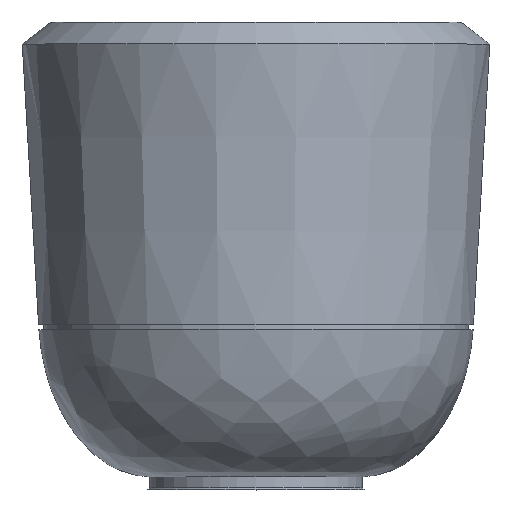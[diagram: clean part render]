
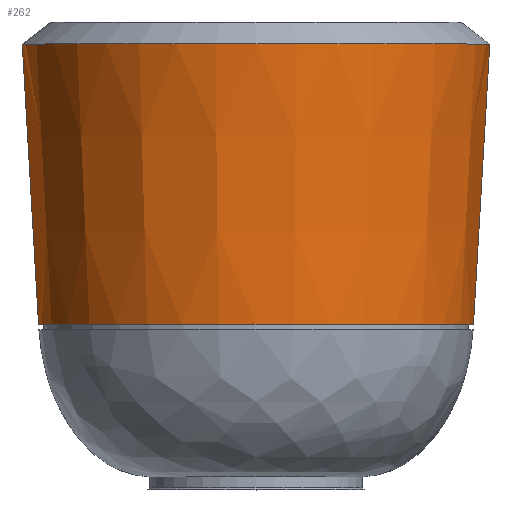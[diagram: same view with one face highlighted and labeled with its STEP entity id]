
A CAD part, top view. The second image highlights one B-rep face of the part: STEP entity #262.
In plain terms, the highlighted conical face has half-angle 3.32 degrees and reference radius 418.675 mm.
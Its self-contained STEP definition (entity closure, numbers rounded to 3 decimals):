
#7 = CARTESIAN_POINT ( 'NONE',  ( 450., 858., 0. ) ) ;
#9 = EDGE_CURVE ( 'NONE', #82, #85, #269, .T. ) ;
#24 = DIRECTION ( 'NONE',  ( -1., 0., 0. ) ) ;
#31 = AXIS2_PLACEMENT_3D ( 'NONE', #34, #502, #37 ) ;
#34 = CARTESIAN_POINT ( 'NONE',  ( 0., 318., 0. ) ) ;
#37 = DIRECTION ( 'NONE',  ( -1., 0., 0. ) ) ;
#82 = VERTEX_POINT ( 'NONE', #591 ) ;
#85 = VERTEX_POINT ( 'NONE', #484 ) ;
#112 = VECTOR ( 'NONE', #260, 1000. ) ;
#137 = VERTEX_POINT ( 'NONE', #166 ) ;
#160 = AXIS2_PLACEMENT_3D ( 'NONE', #577, #527, #428 ) ;
#166 = CARTESIAN_POINT ( 'NONE',  ( 418.675, 318., 0. ) ) ;
#260 = DIRECTION ( 'NONE',  ( 0.058, 0.998, 0. ) ) ;
#262 = ADVANCED_FACE ( 'NONE', ( #345 ), #625, .T. ) ;
#269 = LINE ( 'NONE', #525, #411 ) ;
#271 = DIRECTION ( 'NONE',  ( -0.058, 0.998, 0. ) ) ;
#280 = AXIS2_PLACEMENT_3D ( 'NONE', #493, #547, #24 ) ;
#307 = EDGE_CURVE ( 'NONE', #82, #137, #498, .T. ) ;
#345 = FACE_OUTER_BOUND ( 'NONE', #471, .T. ) ;
#384 = CIRCLE ( 'NONE', #160, 450. ) ;
#411 = VECTOR ( 'NONE', #271, 1000. ) ;
#428 = DIRECTION ( 'NONE',  ( -1., 0., 0. ) ) ;
#471 = EDGE_LOOP ( 'NONE', ( #616, #679, #512, #667 ) ) ;
#477 = LINE ( 'NONE', #692, #112 ) ;
#484 = CARTESIAN_POINT ( 'NONE',  ( -450., 858., 0. ) ) ;
#493 = CARTESIAN_POINT ( 'NONE',  ( 0., 318., 0. ) ) ;
#498 = CIRCLE ( 'NONE', #31, 418.675 ) ;
#502 = DIRECTION ( 'NONE',  ( 0., 1., 0. ) ) ;
#512 = ORIENTED_EDGE ( 'NONE', *, *, #614, .F. ) ;
#525 = CARTESIAN_POINT ( 'NONE',  ( -418.675, 318., 0. ) ) ;
#527 = DIRECTION ( 'NONE',  ( 0., 1., 0. ) ) ;
#547 = DIRECTION ( 'NONE',  ( 0., 1., 0. ) ) ;
#577 = CARTESIAN_POINT ( 'NONE',  ( 0., 858., 0. ) ) ;
#591 = CARTESIAN_POINT ( 'NONE',  ( -418.675, 318., 0. ) ) ;
#593 = EDGE_CURVE ( 'NONE', #137, #682, #477, .T. ) ;
#614 = EDGE_CURVE ( 'NONE', #85, #682, #384, .T. ) ;
#616 = ORIENTED_EDGE ( 'NONE', *, *, #307, .T. ) ;
#625 = CONICAL_SURFACE ( 'NONE', #280, 418.675, 0.058 ) ;
#667 = ORIENTED_EDGE ( 'NONE', *, *, #9, .F. ) ;
#679 = ORIENTED_EDGE ( 'NONE', *, *, #593, .T. ) ;
#682 = VERTEX_POINT ( 'NONE', #7 ) ;
#692 = CARTESIAN_POINT ( 'NONE',  ( 418.675, 318., 0. ) ) ;
